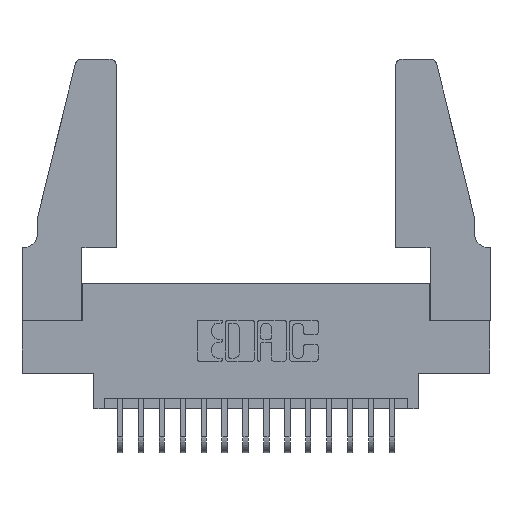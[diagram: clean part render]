
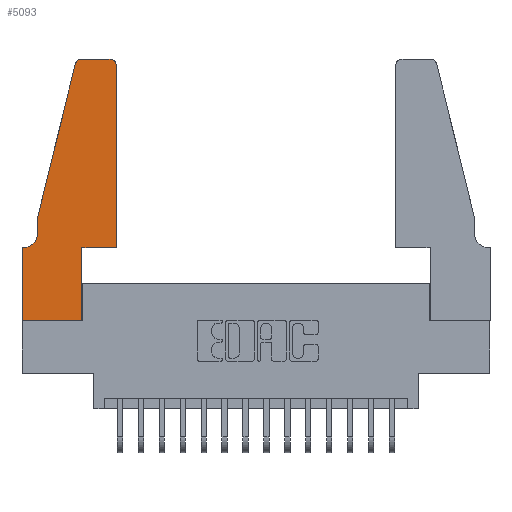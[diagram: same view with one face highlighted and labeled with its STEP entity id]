
A CAD part, top view. The second image highlights one B-rep face of the part: STEP entity #5093.
In plain terms, the highlighted planar face has unit normal (0, 0, 1).
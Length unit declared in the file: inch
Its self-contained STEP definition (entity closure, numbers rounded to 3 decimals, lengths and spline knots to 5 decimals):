
#74 = ORIENTED_EDGE ( 'NONE', *, *, #13624, .T. ) ;
#467 = VERTEX_POINT ( 'NONE', #921 ) ;
#921 = CARTESIAN_POINT ( 'NONE',  ( 0.4505, 0.35, 0.37 ) ) ;
#1161 = ORIENTED_EDGE ( 'NONE', *, *, #8113, .T. ) ;
#1208 = VERTEX_POINT ( 'NONE', #9032 ) ;
#1244 = CARTESIAN_POINT ( 'NONE',  ( 0.0755, 0.5, 0.37 ) ) ;
#1295 = VECTOR ( 'NONE', #11434, 39.37008 ) ;
#1658 = LINE ( 'NONE', #16698, #12345 ) ;
#1742 = VECTOR ( 'NONE', #10789, 39.37008 ) ;
#1936 = LINE ( 'NONE', #5743, #16430 ) ;
#2012 = EDGE_CURVE ( 'NONE', #13596, #12049, #16678, .T. ) ;
#2133 = VERTEX_POINT ( 'NONE', #11213 ) ;
#2394 = VECTOR ( 'NONE', #7819, 39.37008 ) ;
#2707 = EDGE_CURVE ( 'NONE', #13092, #467, #1936, .T. ) ;
#3131 = VERTEX_POINT ( 'NONE', #6274 ) ;
#3281 = CARTESIAN_POINT ( 'NONE',  ( 0.25487, 1.22718, 0.37 ) ) ;
#3621 = CARTESIAN_POINT ( 'NONE',  ( 0.0055, 0.35, 0.37 ) ) ;
#4104 = DIRECTION ( 'NONE',  ( 0., 1., 0. ) ) ;
#4332 = ORIENTED_EDGE ( 'NONE', *, *, #12628, .T. ) ;
#4430 = ORIENTED_EDGE ( 'NONE', *, *, #7841, .T. ) ;
#4662 = ORIENTED_EDGE ( 'NONE', *, *, #6566, .T. ) ;
#4711 = ORIENTED_EDGE ( 'NONE', *, *, #8679, .T. ) ;
#4763 = ORIENTED_EDGE ( 'NONE', *, *, #7732, .T. ) ;
#4815 = CARTESIAN_POINT ( 'NONE',  ( 0.4205, 1.22, 0.37 ) ) ;
#4899 = VERTEX_POINT ( 'NONE', #16169 ) ;
#5093 = ADVANCED_FACE ( 'NONE', ( #18342 ), #9337, .T. ) ;
#5396 = CARTESIAN_POINT ( 'NONE',  ( 0., 0.35, 0.37 ) ) ;
#5584 = CIRCLE ( 'NONE', #6193, 0.03 ) ;
#5743 = CARTESIAN_POINT ( 'NONE',  ( 0.4505, 0.35, 0.37 ) ) ;
#5804 = DIRECTION ( 'NONE',  ( 1., 0., 0. ) ) ;
#6076 = DIRECTION ( 'NONE',  ( 0., 0., 1. ) ) ;
#6193 = AXIS2_PLACEMENT_3D ( 'NONE', #14740, #6076, #16173 ) ;
#6260 = DIRECTION ( 'NONE',  ( 1., 0., 0. ) ) ;
#6274 = CARTESIAN_POINT ( 'NONE',  ( 0., 0., 0.37 ) ) ;
#6335 = VERTEX_POINT ( 'NONE', #5396 ) ;
#6353 = LINE ( 'NONE', #9263, #16954 ) ;
#6457 = LINE ( 'NONE', #18387, #9854 ) ;
#6566 = EDGE_CURVE ( 'NONE', #6335, #3131, #6353, .T. ) ;
#6585 = VERTEX_POINT ( 'NONE', #10796 ) ;
#6610 = VECTOR ( 'NONE', #6953, 39.37008 ) ;
#6953 = DIRECTION ( 'NONE',  ( 0., -1., 0. ) ) ;
#7176 = ORIENTED_EDGE ( 'NONE', *, *, #17916, .T. ) ;
#7276 = LINE ( 'NONE', #7339, #18306 ) ;
#7339 = CARTESIAN_POINT ( 'NONE',  ( 0.0755, 0.35, 0.37 ) ) ;
#7732 = EDGE_CURVE ( 'NONE', #6585, #13596, #5584, .T. ) ;
#7778 = DIRECTION ( 'NONE',  ( 0., 0., -1. ) ) ;
#7819 = DIRECTION ( 'NONE',  ( 0., 1., 0. ) ) ;
#7841 = EDGE_CURVE ( 'NONE', #1208, #11823, #14845, .T. ) ;
#8065 = DIRECTION ( 'NONE',  ( 1., 0., 0. ) ) ;
#8113 = EDGE_CURVE ( 'NONE', #467, #4899, #6457, .T. ) ;
#8679 = EDGE_CURVE ( 'NONE', #3131, #18280, #1658, .T. ) ;
#8802 = DIRECTION ( 'NONE',  ( -1., 0., 0. ) ) ;
#9024 = LINE ( 'NONE', #9956, #1295 ) ;
#9032 = CARTESIAN_POINT ( 'NONE',  ( 0.0755, 0.42, 0.37 ) ) ;
#9263 = CARTESIAN_POINT ( 'NONE',  ( 0., 0., 0.37 ) ) ;
#9337 = PLANE ( 'NONE',  #14986 ) ;
#9401 = DIRECTION ( 'NONE',  ( 1., 0., 0. ) ) ;
#9854 = VECTOR ( 'NONE', #4104, 39.37008 ) ;
#9956 = CARTESIAN_POINT ( 'NONE',  ( 0.2605, 1.25, 0.37 ) ) ;
#10056 = EDGE_CURVE ( 'NONE', #12049, #1208, #18090, .T. ) ;
#10110 = LINE ( 'NONE', #12196, #2394 ) ;
#10273 = EDGE_CURVE ( 'NONE', #11823, #6335, #7276, .T. ) ;
#10789 = DIRECTION ( 'NONE',  ( -0.239, -0.971, 0. ) ) ;
#10796 = CARTESIAN_POINT ( 'NONE',  ( 0.284, 1.25, 0.37 ) ) ;
#10825 = CARTESIAN_POINT ( 'NONE',  ( 0.0755, 0.5, 0.37 ) ) ;
#11213 = CARTESIAN_POINT ( 'NONE',  ( 0.4205, 1.25, 0.37 ) ) ;
#11434 = DIRECTION ( 'NONE',  ( -1., 0., 0. ) ) ;
#11500 = CIRCLE ( 'NONE', #13649, 0.03 ) ;
#11823 = VERTEX_POINT ( 'NONE', #3621 ) ;
#12049 = VERTEX_POINT ( 'NONE', #1244 ) ;
#12196 = CARTESIAN_POINT ( 'NONE',  ( 0.2865, 0.35, 0.37 ) ) ;
#12345 = VECTOR ( 'NONE', #8065, 39.37008 ) ;
#12628 = EDGE_CURVE ( 'NONE', #2133, #6585, #9024, .T. ) ;
#13092 = VERTEX_POINT ( 'NONE', #16557 ) ;
#13596 = VERTEX_POINT ( 'NONE', #3281 ) ;
#13624 = EDGE_CURVE ( 'NONE', #4899, #2133, #11500, .T. ) ;
#13649 = AXIS2_PLACEMENT_3D ( 'NONE', #4815, #14915, #6260 ) ;
#13949 = AXIS2_PLACEMENT_3D ( 'NONE', #16414, #7778, #17827 ) ;
#14740 = CARTESIAN_POINT ( 'NONE',  ( 0.284, 1.22, 0.37 ) ) ;
#14845 = CIRCLE ( 'NONE', #13949, 0.07 ) ;
#14915 = DIRECTION ( 'NONE',  ( 0., 0., 1. ) ) ;
#14986 = AXIS2_PLACEMENT_3D ( 'NONE', #15171, #18011, #9401 ) ;
#15171 = CARTESIAN_POINT ( 'NONE',  ( 0., 0.35, 0.37 ) ) ;
#15384 = ORIENTED_EDGE ( 'NONE', *, *, #2012, .T. ) ;
#15564 = CARTESIAN_POINT ( 'NONE',  ( 0.0755, 0.5, 0.37 ) ) ;
#16169 = CARTESIAN_POINT ( 'NONE',  ( 0.4505, 1.22, 0.37 ) ) ;
#16173 = DIRECTION ( 'NONE',  ( 1., 0., 0. ) ) ;
#16258 = ORIENTED_EDGE ( 'NONE', *, *, #2707, .T. ) ;
#16414 = CARTESIAN_POINT ( 'NONE',  ( 0.0055, 0.42, 0.37 ) ) ;
#16430 = VECTOR ( 'NONE', #5804, 39.37008 ) ;
#16557 = CARTESIAN_POINT ( 'NONE',  ( 0.2865, 0.35, 0.37 ) ) ;
#16678 = LINE ( 'NONE', #10825, #1742 ) ;
#16698 = CARTESIAN_POINT ( 'NONE',  ( 0., 0., 0.37 ) ) ;
#16954 = VECTOR ( 'NONE', #17871, 39.37008 ) ;
#17352 = ORIENTED_EDGE ( 'NONE', *, *, #10056, .T. ) ;
#17710 = ORIENTED_EDGE ( 'NONE', *, *, #10273, .T. ) ;
#17827 = DIRECTION ( 'NONE',  ( -1., 0., 0. ) ) ;
#17871 = DIRECTION ( 'NONE',  ( 0., -1., 0. ) ) ;
#17916 = EDGE_CURVE ( 'NONE', #18280, #13092, #10110, .T. ) ;
#18011 = DIRECTION ( 'NONE',  ( 0., 0., 1. ) ) ;
#18079 = EDGE_LOOP ( 'NONE', ( #4332, #4763, #15384, #17352, #4430, #17710, #4662, #4711, #7176, #16258, #1161, #74 ) ) ;
#18090 = LINE ( 'NONE', #15564, #6610 ) ;
#18280 = VERTEX_POINT ( 'NONE', #18717 ) ;
#18306 = VECTOR ( 'NONE', #8802, 39.37008 ) ;
#18342 = FACE_OUTER_BOUND ( 'NONE', #18079, .T. ) ;
#18387 = CARTESIAN_POINT ( 'NONE',  ( 0.4505, 0.35, 0.37 ) ) ;
#18717 = CARTESIAN_POINT ( 'NONE',  ( 0.2865, 0., 0.37 ) ) ;
